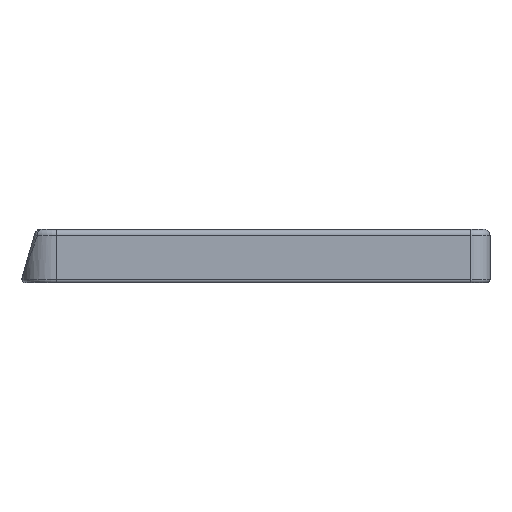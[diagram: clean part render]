
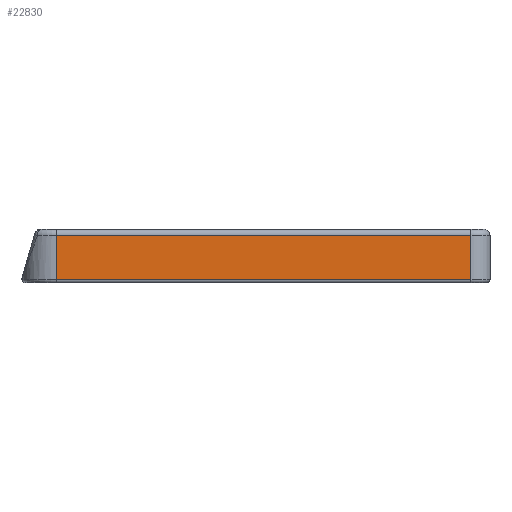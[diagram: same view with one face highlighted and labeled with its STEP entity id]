
A CAD part, left-side view. The second image highlights one B-rep face of the part: STEP entity #22830.
In plain terms, the highlighted planar face has unit normal (-1, 0, 0).
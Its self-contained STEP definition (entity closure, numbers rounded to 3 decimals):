
#859=PLANE('',#25088);
#1968=FACE_OUTER_BOUND('',#3369,.T.);
#3369=EDGE_LOOP('',(#20676,#20677,#20678,#20679));
#5405=LINE('',#37952,#7618);
#5574=LINE('',#38684,#7787);
#5575=LINE('',#38687,#7788);
#5576=LINE('',#38688,#7789);
#7618=VECTOR('',#31052,10.);
#7787=VECTOR('',#31565,10.);
#7788=VECTOR('',#31568,10.);
#7789=VECTOR('',#31569,10.);
#11003=VERTEX_POINT('',#37947);
#11004=VERTEX_POINT('',#37951);
#11175=VERTEX_POINT('',#38682);
#11176=VERTEX_POINT('',#38686);
#14134=EDGE_CURVE('',#11003,#11004,#5405,.T.);
#14398=EDGE_CURVE('',#11175,#11003,#5574,.T.);
#14399=EDGE_CURVE('',#11176,#11175,#5575,.T.);
#14400=EDGE_CURVE('',#11004,#11176,#5576,.T.);
#20676=ORIENTED_EDGE('',*,*,#14134,.F.);
#20677=ORIENTED_EDGE('',*,*,#14398,.F.);
#20678=ORIENTED_EDGE('',*,*,#14399,.F.);
#20679=ORIENTED_EDGE('',*,*,#14400,.F.);
#22830=ADVANCED_FACE('',(#1968),#859,.T.);
#25088=AXIS2_PLACEMENT_3D('',#38685,#31566,#31567);
#31052=DIRECTION('',(0.,1.,0.));
#31565=DIRECTION('',(0.,0.,-1.));
#31566=DIRECTION('center_axis',(-1.,0.,0.));
#31567=DIRECTION('ref_axis',(0.,-1.,0.));
#31568=DIRECTION('',(0.,-1.,0.));
#31569=DIRECTION('',(0.,0.,1.));
#37947=CARTESIAN_POINT('',(-4.475,-125.488,-8.2));
#37951=CARTESIAN_POINT('',(-4.475,5.975,-8.2));
#37952=CARTESIAN_POINT('',(-4.475,-23.528,-8.2));
#38682=CARTESIAN_POINT('',(-4.475,-125.488,5.8));
#38684=CARTESIAN_POINT('',(-4.475,-125.488,0.));
#38685=CARTESIAN_POINT('Origin',(-4.475,12.475,0.));
#38686=CARTESIAN_POINT('',(-4.475,5.975,5.8));
#38687=CARTESIAN_POINT('',(-4.475,-23.528,5.8));
#38688=CARTESIAN_POINT('',(-4.475,5.975,1.9));
